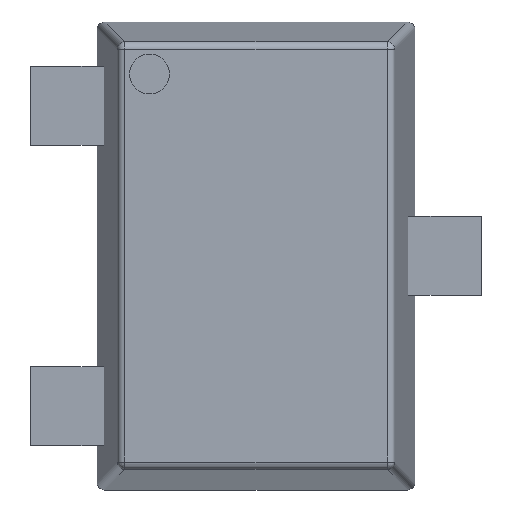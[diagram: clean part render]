
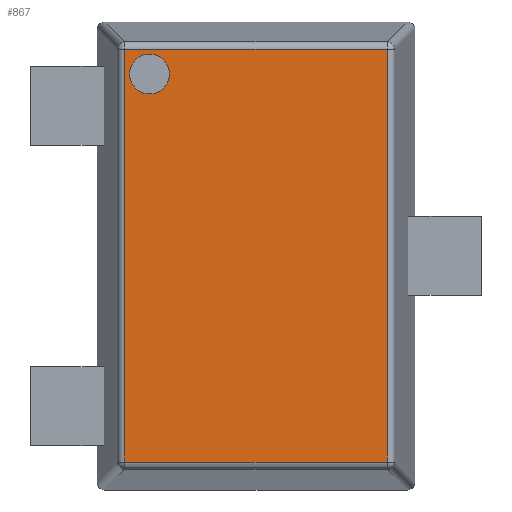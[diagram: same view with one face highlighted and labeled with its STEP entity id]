
A CAD part, top view. The second image highlights one B-rep face of the part: STEP entity #867.
In plain terms, the highlighted planar face has unit normal (0, 0, 1).
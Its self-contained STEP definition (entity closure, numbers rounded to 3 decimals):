
#220 = CYLINDRICAL_SURFACE('',#221,0.02);
#221 = AXIS2_PLACEMENT_3D('',#222,#223,#224);
#222 = CARTESIAN_POINT('',(0.076,0.058,0.53)
  );
#223 = DIRECTION('',(0.,1.,0.));
#224 = DIRECTION('',(-0.995,0.,0.105));
#419 = VERTEX_POINT('',#420);
#420 = CARTESIAN_POINT('',(0.076,0.076,0.55)
  );
#447 = EDGE_CURVE('',#419,#448,#450,.T.);
#448 = VERTEX_POINT('',#449);
#449 = CARTESIAN_POINT('',(0.076,1.174,0.55));
#450 = SURFACE_CURVE('',#451,(#455,#462),.PCURVE_S1.);
#451 = LINE('',#452,#453);
#452 = CARTESIAN_POINT('',(0.076,0.058,0.55)
  );
#453 = VECTOR('',#454,1.);
#454 = DIRECTION('',(0.,1.,0.));
#455 = PCURVE('',#220,#456);
#456 = DEFINITIONAL_REPRESENTATION('',(#457),#461);
#457 = LINE('',#458,#459);
#458 = CARTESIAN_POINT('',(1.466,0.));
#459 = VECTOR('',#460,1.);
#460 = DIRECTION('',(0.,1.));
#461 = ( GEOMETRIC_REPRESENTATION_CONTEXT(2) 
PARAMETRIC_REPRESENTATION_CONTEXT() REPRESENTATION_CONTEXT('2D SPACE',''
  ) );
#462 = PCURVE('',#463,#468);
#463 = PLANE('',#464);
#464 = AXIS2_PLACEMENT_3D('',#465,#466,#467);
#465 = CARTESIAN_POINT('',(0.,0.,0.55));
#466 = DIRECTION('',(0.,0.,1.));
#467 = DIRECTION('',(1.,0.,0.));
#468 = DEFINITIONAL_REPRESENTATION('',(#469),#473);
#469 = LINE('',#470,#471);
#470 = CARTESIAN_POINT('',(0.076,0.058));
#471 = VECTOR('',#472,1.);
#472 = DIRECTION('',(0.,1.));
#473 = ( GEOMETRIC_REPRESENTATION_CONTEXT(2) 
PARAMETRIC_REPRESENTATION_CONTEXT() REPRESENTATION_CONTEXT('2D SPACE',''
  ) );
#639 = CYLINDRICAL_SURFACE('',#640,0.02);
#640 = AXIS2_PLACEMENT_3D('',#641,#642,#643);
#641 = CARTESIAN_POINT('',(0.058,1.174,0.53));
#642 = DIRECTION('',(1.,0.,0.));
#643 = DIRECTION('',(0.,0.995,0.105));
#855 = CYLINDRICAL_SURFACE('',#856,0.02);
#856 = AXIS2_PLACEMENT_3D('',#857,#858,#859);
#857 = CARTESIAN_POINT('',(0.058,0.076,0.53)
  );
#858 = DIRECTION('',(1.,0.,0.));
#859 = DIRECTION('',(0.,-0.995,0.105));
#867 = ADVANCED_FACE('',(#868,#943),#463,.T.);
#868 = FACE_BOUND('',#869,.T.);
#869 = EDGE_LOOP('',(#870,#871,#894,#922));
#870 = ORIENTED_EDGE('',*,*,#447,.F.);
#871 = ORIENTED_EDGE('',*,*,#872,.T.);
#872 = EDGE_CURVE('',#419,#873,#875,.T.);
#873 = VERTEX_POINT('',#874);
#874 = CARTESIAN_POINT('',(0.774,0.076,0.55));
#875 = SURFACE_CURVE('',#876,(#880,#887),.PCURVE_S1.);
#876 = LINE('',#877,#878);
#877 = CARTESIAN_POINT('',(0.058,0.076,0.55)
  );
#878 = VECTOR('',#879,1.);
#879 = DIRECTION('',(1.,0.,0.));
#880 = PCURVE('',#463,#881);
#881 = DEFINITIONAL_REPRESENTATION('',(#882),#886);
#882 = LINE('',#883,#884);
#883 = CARTESIAN_POINT('',(0.058,0.076));
#884 = VECTOR('',#885,1.);
#885 = DIRECTION('',(1.,0.));
#886 = ( GEOMETRIC_REPRESENTATION_CONTEXT(2) 
PARAMETRIC_REPRESENTATION_CONTEXT() REPRESENTATION_CONTEXT('2D SPACE',''
  ) );
#887 = PCURVE('',#855,#888);
#888 = DEFINITIONAL_REPRESENTATION('',(#889),#893);
#889 = LINE('',#890,#891);
#890 = CARTESIAN_POINT('',(-1.466,0.));
#891 = VECTOR('',#892,1.);
#892 = DIRECTION('',(0.,1.));
#893 = ( GEOMETRIC_REPRESENTATION_CONTEXT(2) 
PARAMETRIC_REPRESENTATION_CONTEXT() REPRESENTATION_CONTEXT('2D SPACE',''
  ) );
#894 = ORIENTED_EDGE('',*,*,#895,.T.);
#895 = EDGE_CURVE('',#873,#896,#898,.T.);
#896 = VERTEX_POINT('',#897);
#897 = CARTESIAN_POINT('',(0.774,1.174,0.55));
#898 = SURFACE_CURVE('',#899,(#903,#910),.PCURVE_S1.);
#899 = LINE('',#900,#901);
#900 = CARTESIAN_POINT('',(0.774,0.058,0.55));
#901 = VECTOR('',#902,1.);
#902 = DIRECTION('',(0.,1.,0.));
#903 = PCURVE('',#463,#904);
#904 = DEFINITIONAL_REPRESENTATION('',(#905),#909);
#905 = LINE('',#906,#907);
#906 = CARTESIAN_POINT('',(0.774,0.058));
#907 = VECTOR('',#908,1.);
#908 = DIRECTION('',(0.,1.));
#909 = ( GEOMETRIC_REPRESENTATION_CONTEXT(2) 
PARAMETRIC_REPRESENTATION_CONTEXT() REPRESENTATION_CONTEXT('2D SPACE',''
  ) );
#910 = PCURVE('',#911,#916);
#911 = CYLINDRICAL_SURFACE('',#912,0.02);
#912 = AXIS2_PLACEMENT_3D('',#913,#914,#915);
#913 = CARTESIAN_POINT('',(0.774,0.058,0.53));
#914 = DIRECTION('',(0.,1.,0.));
#915 = DIRECTION('',(0.995,0.,0.105));
#916 = DEFINITIONAL_REPRESENTATION('',(#917),#921);
#917 = LINE('',#918,#919);
#918 = CARTESIAN_POINT('',(-1.466,0.));
#919 = VECTOR('',#920,1.);
#920 = DIRECTION('',(0.,1.));
#921 = ( GEOMETRIC_REPRESENTATION_CONTEXT(2) 
PARAMETRIC_REPRESENTATION_CONTEXT() REPRESENTATION_CONTEXT('2D SPACE',''
  ) );
#922 = ORIENTED_EDGE('',*,*,#923,.F.);
#923 = EDGE_CURVE('',#448,#896,#924,.T.);
#924 = SURFACE_CURVE('',#925,(#929,#936),.PCURVE_S1.);
#925 = LINE('',#926,#927);
#926 = CARTESIAN_POINT('',(0.058,1.174,0.55));
#927 = VECTOR('',#928,1.);
#928 = DIRECTION('',(1.,0.,0.));
#929 = PCURVE('',#463,#930);
#930 = DEFINITIONAL_REPRESENTATION('',(#931),#935);
#931 = LINE('',#932,#933);
#932 = CARTESIAN_POINT('',(0.058,1.174));
#933 = VECTOR('',#934,1.);
#934 = DIRECTION('',(1.,0.));
#935 = ( GEOMETRIC_REPRESENTATION_CONTEXT(2) 
PARAMETRIC_REPRESENTATION_CONTEXT() REPRESENTATION_CONTEXT('2D SPACE',''
  ) );
#936 = PCURVE('',#639,#937);
#937 = DEFINITIONAL_REPRESENTATION('',(#938),#942);
#938 = LINE('',#939,#940);
#939 = CARTESIAN_POINT('',(1.466,0.));
#940 = VECTOR('',#941,1.);
#941 = DIRECTION('',(0.,1.));
#942 = ( GEOMETRIC_REPRESENTATION_CONTEXT(2) 
PARAMETRIC_REPRESENTATION_CONTEXT() REPRESENTATION_CONTEXT('2D SPACE',''
  ) );
#943 = FACE_BOUND('',#944,.T.);
#944 = EDGE_LOOP('',(#945));
#945 = ORIENTED_EDGE('',*,*,#946,.F.);
#946 = EDGE_CURVE('',#947,#947,#949,.T.);
#947 = VERTEX_POINT('',#948);
#948 = CARTESIAN_POINT('',(0.195,1.108,0.55));
#949 = SURFACE_CURVE('',#950,(#955,#962),.PCURVE_S1.);
#950 = CIRCLE('',#951,0.053);
#951 = AXIS2_PLACEMENT_3D('',#952,#953,#954);
#952 = CARTESIAN_POINT('',(0.142,1.108,0.55));
#953 = DIRECTION('',(0.,0.,1.));
#954 = DIRECTION('',(1.,0.,0.));
#955 = PCURVE('',#463,#956);
#956 = DEFINITIONAL_REPRESENTATION('',(#957),#961);
#957 = CIRCLE('',#958,0.053);
#958 = AXIS2_PLACEMENT_2D('',#959,#960);
#959 = CARTESIAN_POINT('',(0.142,1.108));
#960 = DIRECTION('',(1.,0.));
#961 = ( GEOMETRIC_REPRESENTATION_CONTEXT(2) 
PARAMETRIC_REPRESENTATION_CONTEXT() REPRESENTATION_CONTEXT('2D SPACE',''
  ) );
#962 = PCURVE('',#963,#968);
#963 = CYLINDRICAL_SURFACE('',#964,0.053);
#964 = AXIS2_PLACEMENT_3D('',#965,#966,#967);
#965 = CARTESIAN_POINT('',(0.142,1.108,0.523));
#966 = DIRECTION('',(0.,0.,1.));
#967 = DIRECTION('',(1.,0.,0.));
#968 = DEFINITIONAL_REPRESENTATION('',(#969),#973);
#969 = LINE('',#970,#971);
#970 = CARTESIAN_POINT('',(0.,0.028));
#971 = VECTOR('',#972,1.);
#972 = DIRECTION('',(1.,0.));
#973 = ( GEOMETRIC_REPRESENTATION_CONTEXT(2) 
PARAMETRIC_REPRESENTATION_CONTEXT() REPRESENTATION_CONTEXT('2D SPACE',''
  ) );
